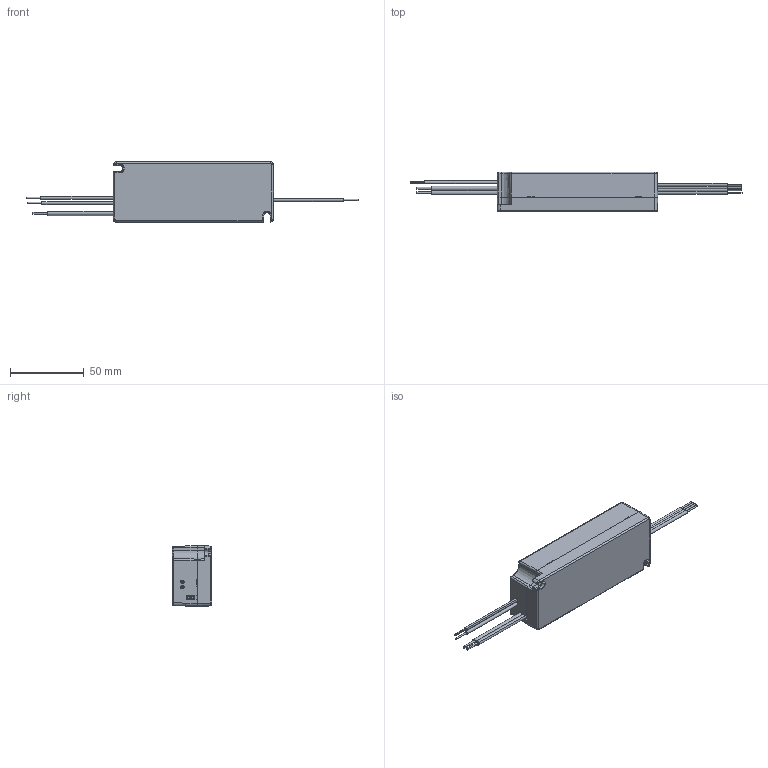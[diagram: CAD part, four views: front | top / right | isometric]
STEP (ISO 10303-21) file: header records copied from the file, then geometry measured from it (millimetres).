
FILE_DESCRIPTION (( 'STEP AP203' ), '1' );
FILE_NAME ('A8339蚾饜极-3D.STEP', '2023-11-23T09:48:35', ( 'm' ), ( 'N' ), 'SwSTEP 2.0', 'SolidWorks 2012', '' );
FILE_SCHEMA (( 'CONFIG_CONTROL_DESIGN' ));
Length unit declared in the file: millimetre
Products named in the file (5): A8339蚾饜极-3D; 怀堤 盄旰; A8339奻裔; 盄旰; A8308菁褲
Assembly tree (11 placements, depth 2):
  A8339蚾饜极-3D
    A8308菁褲
    盄旰  x2
    A8339奻裔  x2
    怀堤 盄旰  x6
Bounding box: 225.38 x 27 x 41 mm (x, y, z)
Volume: 48608.9 mm3; surface area: 56410.5 mm2
Topology: 11 solids, 14 shells, 613 faces, 1603 edges, 1031 vertices
Faces by surface type: plane 403, cylinder 132, bspline 33, cone 21, sphere 14, torus 10
Entity records: 13673 total; most frequent: CARTESIAN_POINT 3358, ORIENTED_EDGE 2142, DIRECTION 1801, EDGE_CURVE 1071, VECTOR 793, LINE 793, VERTEX_POINT 694, AXIS2_PLACEMENT_3D 504
